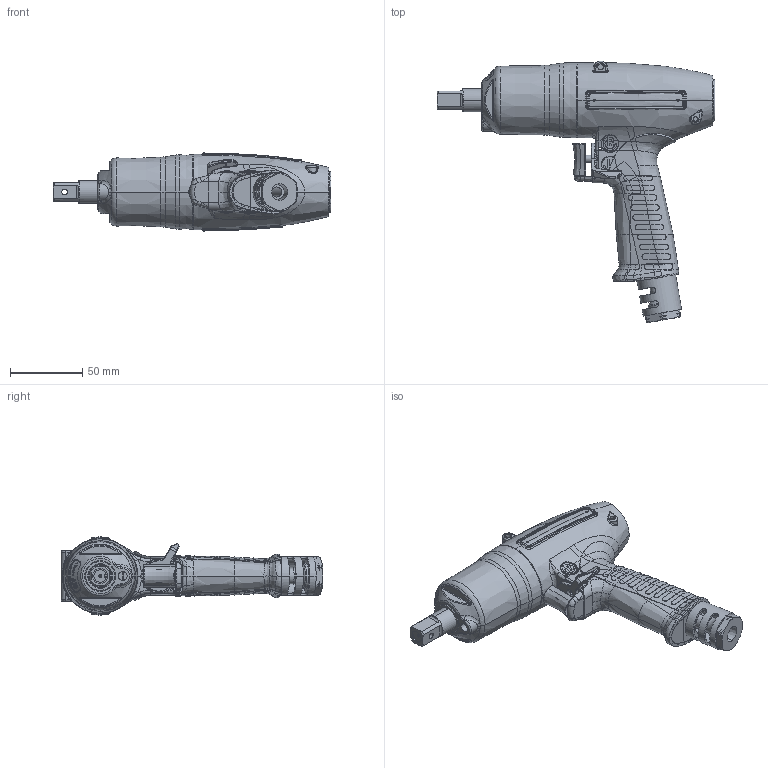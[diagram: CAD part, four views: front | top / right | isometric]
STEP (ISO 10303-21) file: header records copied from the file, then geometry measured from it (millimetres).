
FILE_DESCRIPTION((''),'2;1');
FILE_NAME('ASM0001_ASM_ASM','2019-02-20T',('Administrator'),(''),'PRO/ENGINEER BY PARAMETRIC TECHNOLOGY CORPORATION, 2010040','PRO/ENGINEER BY PARAMETRIC TECHNOLOGY CORPORATION, 2010040','');
FILE_SCHEMA(('CONFIG_CONTROL_DESIGN'));
Length unit declared in the file: millimetre
Products named in the file (15): 35240180220-BENTI_38; 35241810000_10; 35240110030_1; 35240620030_2; 35240730100_1; 35240720030_1; 25240690000_3; LV_3; 35240120030_9; 1_1; 35241380030_1; ASM0001_ASM_4_ASM; 70SHANGGAIJIAGONG; 35240310000; ASM0001_ASM_ASM
Assembly tree (14 placements, depth 3):
  ASM0001_ASM_ASM
    ASM0001_ASM_4_ASM
      35240180220-BENTI_38
      35241810000_10
      35240110030_1
      35240620030_2
      35240730100_1
      35240720030_1
      25240690000_3
      LV_3
      35240120030_9
      1_1
      35241380030_1
    70SHANGGAIJIAGONG
    35240310000
Bounding box: 192 x 180.93 x 54 mm (x, y, z)
Volume: 186693.3 mm3; surface area: 127491.2 mm2
Topology: 13 solids, 13 shells, 2465 faces, 6367 edges, 3951 vertices
Faces by surface type: bspline 976, cylinder 598, plane 412, torus 186, cone 158, extrusion 108, sphere 20, revolution 7
Entity records: 134266 total; most frequent: CARTESIAN_POINT 82936, ORIENTED_EDGE 12678, DIRECTION 7431, EDGE_CURVE 6339, VERTEX_POINT 3951, B_SPLINE_CURVE_WITH_KNOTS 3493, AXIS2_PLACEMENT_3D 2941, EDGE_LOOP 2592
